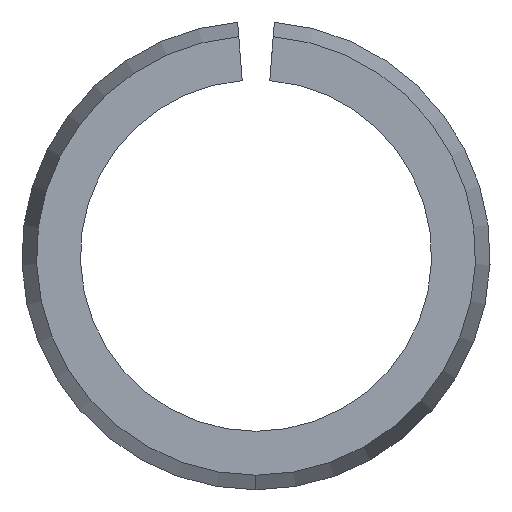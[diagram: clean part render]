
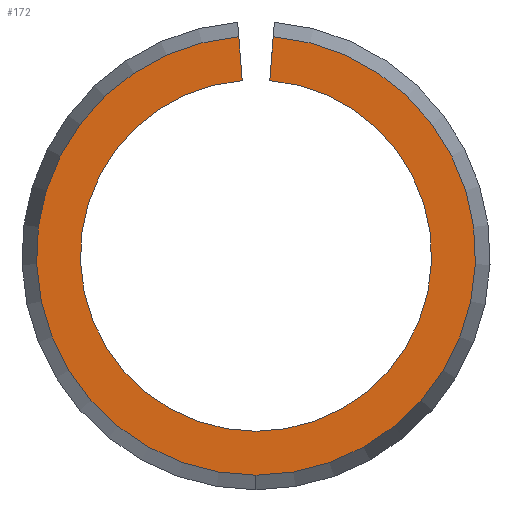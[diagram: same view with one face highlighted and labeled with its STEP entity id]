
A CAD part, left-side view. The second image highlights one B-rep face of the part: STEP entity #172.
In plain terms, the highlighted planar face has unit normal (-1, 0, 0).
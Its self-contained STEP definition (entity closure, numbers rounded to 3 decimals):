
#1 = EDGE_CURVE ( 'NONE', #47, #178, #228, .T. ) ;
#6 = DIRECTION ( 'NONE',  ( 1., 0., 0. ) ) ;
#7 = DIRECTION ( 'NONE',  ( 0., 0.078, 0.997 ) ) ;
#11 = LINE ( 'NONE', #49, #203 ) ;
#23 = EDGE_CURVE ( 'NONE', #178, #256, #234, .T. ) ;
#41 = ORIENTED_EDGE ( 'NONE', *, *, #1, .T. ) ;
#46 = FACE_OUTER_BOUND ( 'NONE', #334, .T. ) ;
#47 = VERTEX_POINT ( 'NONE', #99 ) ;
#49 = CARTESIAN_POINT ( 'NONE',  ( 0., 0., 0. ) ) ;
#50 = CIRCLE ( 'NONE', #91, 2.25 ) ;
#57 = DIRECTION ( 'NONE',  ( -1., 0., 0. ) ) ;
#91 = AXIS2_PLACEMENT_3D ( 'NONE', #188, #57, #295 ) ;
#99 = CARTESIAN_POINT ( 'NONE',  ( 0., 0.221, 2.804 ) ) ;
#111 = DIRECTION ( 'NONE',  ( 0., -0.078, 0.997 ) ) ;
#122 = VERTEX_POINT ( 'NONE', #259 ) ;
#127 = EDGE_CURVE ( 'NONE', #168, #256, #11, .T. ) ;
#134 = CARTESIAN_POINT ( 'NONE',  ( 0., 0., 0. ) ) ;
#139 = DIRECTION ( 'NONE',  ( 0., 0., -1. ) ) ;
#140 = CARTESIAN_POINT ( 'NONE',  ( 0., -0.221, 2.804 ) ) ;
#145 = AXIS2_PLACEMENT_3D ( 'NONE', #255, #230, #339 ) ;
#154 = ORIENTED_EDGE ( 'NONE', *, *, #182, .T. ) ;
#158 = AXIS2_PLACEMENT_3D ( 'NONE', #269, #6, #139 ) ;
#168 = VERTEX_POINT ( 'NONE', #271 ) ;
#170 = CARTESIAN_POINT ( 'NONE',  ( 0., 0., -2.813 ) ) ;
#172 = ADVANCED_FACE ( 'NONE', ( #46 ), #258, .F. ) ;
#178 = VERTEX_POINT ( 'NONE', #170 ) ;
#182 = EDGE_CURVE ( 'NONE', #122, #47, #335, .T. ) ;
#188 = CARTESIAN_POINT ( 'NONE',  ( 0., 0., 0. ) ) ;
#199 = EDGE_CURVE ( 'NONE', #122, #168, #50, .T. ) ;
#203 = VECTOR ( 'NONE', #111, 1000. ) ;
#205 = ORIENTED_EDGE ( 'NONE', *, *, #23, .T. ) ;
#211 = VECTOR ( 'NONE', #7, 1000. ) ;
#228 = CIRCLE ( 'NONE', #145, 2.813 ) ;
#230 = DIRECTION ( 'NONE',  ( -1., 0., 0. ) ) ;
#234 = CIRCLE ( 'NONE', #282, 2.813 ) ;
#255 = CARTESIAN_POINT ( 'NONE',  ( 0., 0., 0. ) ) ;
#256 = VERTEX_POINT ( 'NONE', #140 ) ;
#258 = PLANE ( 'NONE',  #158 ) ;
#259 = CARTESIAN_POINT ( 'NONE',  ( 0., 0.177, 2.243 ) ) ;
#263 = DIRECTION ( 'NONE',  ( 0., 0., 1. ) ) ;
#267 = ORIENTED_EDGE ( 'NONE', *, *, #127, .F. ) ;
#269 = CARTESIAN_POINT ( 'NONE',  ( 0., 2.813, 0. ) ) ;
#271 = CARTESIAN_POINT ( 'NONE',  ( 0., -0.177, 2.243 ) ) ;
#282 = AXIS2_PLACEMENT_3D ( 'NONE', #288, #317, #263 ) ;
#288 = CARTESIAN_POINT ( 'NONE',  ( 0., 0., 0. ) ) ;
#295 = DIRECTION ( 'NONE',  ( 0., 0., 1. ) ) ;
#317 = DIRECTION ( 'NONE',  ( -1., 0., 0. ) ) ;
#327 = ORIENTED_EDGE ( 'NONE', *, *, #199, .F. ) ;
#334 = EDGE_LOOP ( 'NONE', ( #154, #41, #205, #267, #327 ) ) ;
#335 = LINE ( 'NONE', #134, #211 ) ;
#339 = DIRECTION ( 'NONE',  ( 0., 0., 1. ) ) ;
